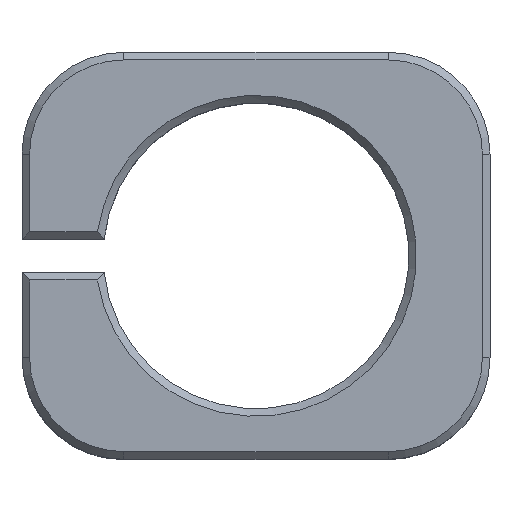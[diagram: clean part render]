
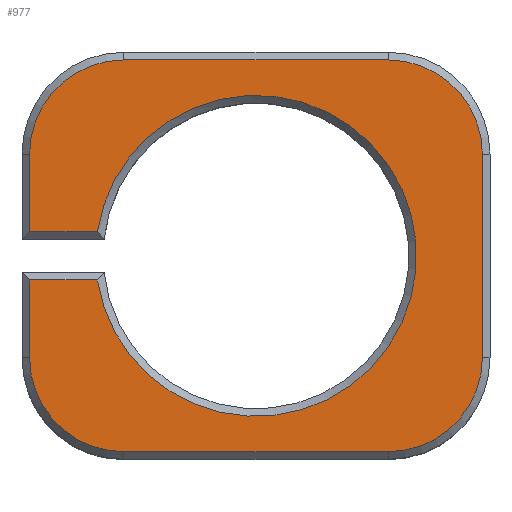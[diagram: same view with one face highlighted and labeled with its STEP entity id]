
A CAD part, top view. The second image highlights one B-rep face of the part: STEP entity #977.
In plain terms, the highlighted planar face has unit normal (0, 0, 1).
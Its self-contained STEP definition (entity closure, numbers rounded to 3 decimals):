
#37=CIRCLE('',#1030,15.775);
#38=CIRCLE('',#1031,9.25);
#39=CIRCLE('',#1032,9.25);
#40=CIRCLE('',#1033,9.25);
#41=CIRCLE('',#1034,9.25);
#83=ORIENTED_EDGE('',*,*,#267,.T.);
#84=ORIENTED_EDGE('',*,*,#268,.T.);
#85=ORIENTED_EDGE('',*,*,#269,.T.);
#86=ORIENTED_EDGE('',*,*,#270,.T.);
#87=ORIENTED_EDGE('',*,*,#271,.T.);
#88=ORIENTED_EDGE('',*,*,#272,.T.);
#89=ORIENTED_EDGE('',*,*,#273,.T.);
#90=ORIENTED_EDGE('',*,*,#274,.T.);
#91=ORIENTED_EDGE('',*,*,#275,.T.);
#92=ORIENTED_EDGE('',*,*,#276,.T.);
#93=ORIENTED_EDGE('',*,*,#277,.T.);
#94=ORIENTED_EDGE('',*,*,#278,.T.);
#267=EDGE_CURVE('',#359,#360,#413,.T.);
#268=EDGE_CURVE('',#360,#361,#414,.T.);
#269=EDGE_CURVE('',#361,#362,#37,.F.);
#270=EDGE_CURVE('',#362,#363,#415,.T.);
#271=EDGE_CURVE('',#363,#364,#416,.T.);
#272=EDGE_CURVE('',#364,#365,#38,.T.);
#273=EDGE_CURVE('',#365,#366,#417,.T.);
#274=EDGE_CURVE('',#366,#367,#39,.T.);
#275=EDGE_CURVE('',#367,#368,#418,.T.);
#276=EDGE_CURVE('',#368,#369,#40,.T.);
#277=EDGE_CURVE('',#369,#370,#419,.T.);
#278=EDGE_CURVE('',#370,#359,#41,.T.);
#359=VERTEX_POINT('',#1332);
#360=VERTEX_POINT('',#1333);
#361=VERTEX_POINT('',#1335);
#362=VERTEX_POINT('',#1337);
#363=VERTEX_POINT('',#1339);
#364=VERTEX_POINT('',#1341);
#365=VERTEX_POINT('',#1343);
#366=VERTEX_POINT('',#1345);
#367=VERTEX_POINT('',#1347);
#368=VERTEX_POINT('',#1349);
#369=VERTEX_POINT('',#1351);
#370=VERTEX_POINT('',#1353);
#413=LINE('',#1331,#473);
#414=LINE('',#1334,#474);
#415=LINE('',#1338,#475);
#416=LINE('',#1340,#476);
#417=LINE('',#1344,#477);
#418=LINE('',#1348,#478);
#419=LINE('',#1352,#479);
#473=VECTOR('',#1120,1000.);
#474=VECTOR('',#1121,1000.);
#475=VECTOR('',#1124,1000.);
#476=VECTOR('',#1125,1000.);
#477=VECTOR('',#1128,1000.);
#478=VECTOR('',#1131,1000.);
#479=VECTOR('',#1134,1000.);
#526=EDGE_LOOP('',(#83,#84,#85,#86,#87,#88,#89,#90,#91,#92,#93,#94));
#580=FACE_BOUND('',#526,.T.);
#633=PLANE('',#1029);
#977=ADVANCED_FACE('',(#580),#633,.T.);
#1029=AXIS2_PLACEMENT_3D('',#1330,#1118,#1119);
#1030=AXIS2_PLACEMENT_3D('',#1336,#1122,#1123);
#1031=AXIS2_PLACEMENT_3D('',#1342,#1126,#1127);
#1032=AXIS2_PLACEMENT_3D('',#1346,#1129,#1130);
#1033=AXIS2_PLACEMENT_3D('',#1350,#1132,#1133);
#1034=AXIS2_PLACEMENT_3D('',#1354,#1135,#1136);
#1118=DIRECTION('',(0.,0.,1.));
#1119=DIRECTION('',(1.,0.,0.));
#1120=DIRECTION('',(0.,-1.,0.));
#1121=DIRECTION('',(1.,0.,0.));
#1122=DIRECTION('',(0.,0.,1.));
#1123=DIRECTION('',(1.,0.,0.));
#1124=DIRECTION('',(-1.,0.,0.));
#1125=DIRECTION('',(0.,-1.,0.));
#1126=DIRECTION('',(0.,0.,1.));
#1127=DIRECTION('',(1.,0.,0.));
#1128=DIRECTION('',(1.,0.,0.));
#1129=DIRECTION('',(0.,0.,1.));
#1130=DIRECTION('',(1.,0.,0.));
#1131=DIRECTION('',(0.,1.,0.));
#1132=DIRECTION('',(0.,0.,1.));
#1133=DIRECTION('',(1.,0.,0.));
#1134=DIRECTION('',(-1.,0.,0.));
#1135=DIRECTION('',(0.,0.,1.));
#1136=DIRECTION('',(1.,0.,0.));
#1330=CARTESIAN_POINT('',(0.,0.,20.));
#1331=CARTESIAN_POINT('',(-22.25,1.625,20.));
#1332=CARTESIAN_POINT('',(-22.25,10.,20.));
#1333=CARTESIAN_POINT('',(-22.25,2.375,20.));
#1334=CARTESIAN_POINT('',(0.,2.375,20.));
#1335=CARTESIAN_POINT('',(-15.595,2.375,20.));
#1336=CARTESIAN_POINT('',(0.,0.,20.));
#1337=CARTESIAN_POINT('',(-15.595,-2.375,20.));
#1338=CARTESIAN_POINT('',(0.,-2.375,20.));
#1339=CARTESIAN_POINT('',(-22.25,-2.375,20.));
#1340=CARTESIAN_POINT('',(-22.25,-10.,20.));
#1341=CARTESIAN_POINT('',(-22.25,-10.,20.));
#1342=CARTESIAN_POINT('',(-13.,-10.,20.));
#1343=CARTESIAN_POINT('',(-13.,-19.25,20.));
#1344=CARTESIAN_POINT('',(13.,-19.25,20.));
#1345=CARTESIAN_POINT('',(13.,-19.25,20.));
#1346=CARTESIAN_POINT('',(13.,-10.,20.));
#1347=CARTESIAN_POINT('',(22.25,-10.,20.));
#1348=CARTESIAN_POINT('',(22.25,10.,20.));
#1349=CARTESIAN_POINT('',(22.25,10.,20.));
#1350=CARTESIAN_POINT('',(13.,10.,20.));
#1351=CARTESIAN_POINT('',(13.,19.25,20.));
#1352=CARTESIAN_POINT('',(-13.,19.25,20.));
#1353=CARTESIAN_POINT('',(-13.,19.25,20.));
#1354=CARTESIAN_POINT('',(-13.,10.,20.));
